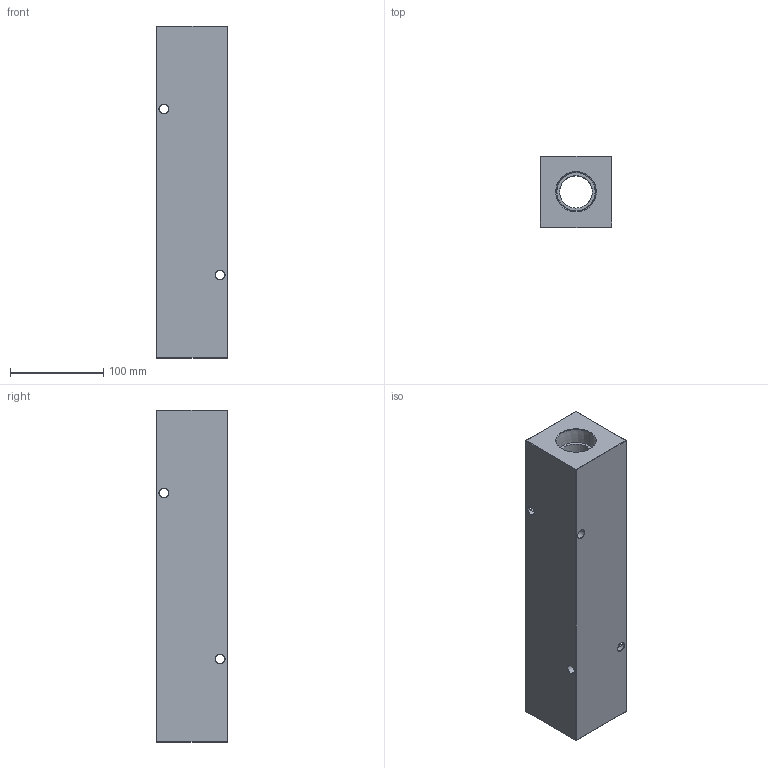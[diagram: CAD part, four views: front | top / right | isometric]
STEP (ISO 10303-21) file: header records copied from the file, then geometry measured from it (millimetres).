
FILE_DESCRIPTION (( 'STEP AP203' ), '1' );
FILE_NAME ('HM-4-90-P-20-12.STEP', '2020-11-06T17:16:28', ( '' ), ( '' ), 'SwSTEP 2.0', 'SolidWorks 2019', '' );
FILE_SCHEMA (( 'CONFIG_CONTROL_DESIGN' ));
Length unit declared in the file: inch
Products named in the file (1): HM-4-90-P-20-12
Bounding box: 76.2 x 76.2 x 355.6 mm (x, y, z)
Volume: 1601668.6 mm3; surface area: 172601.4 mm2
Topology: 1 solids, 1 shells, 528 faces, 1368 edges, 892 vertices
Faces by surface type: plane 265, bspline 189, cone 40, cylinder 34
Entity records: 26317 total; most frequent: CARTESIAN_POINT 14578, ORIENTED_EDGE 2736, DIRECTION 1738, EDGE_CURVE 1368, VERTEX_POINT 892, LINE 858, VECTOR 858, EDGE_LOOP 608
